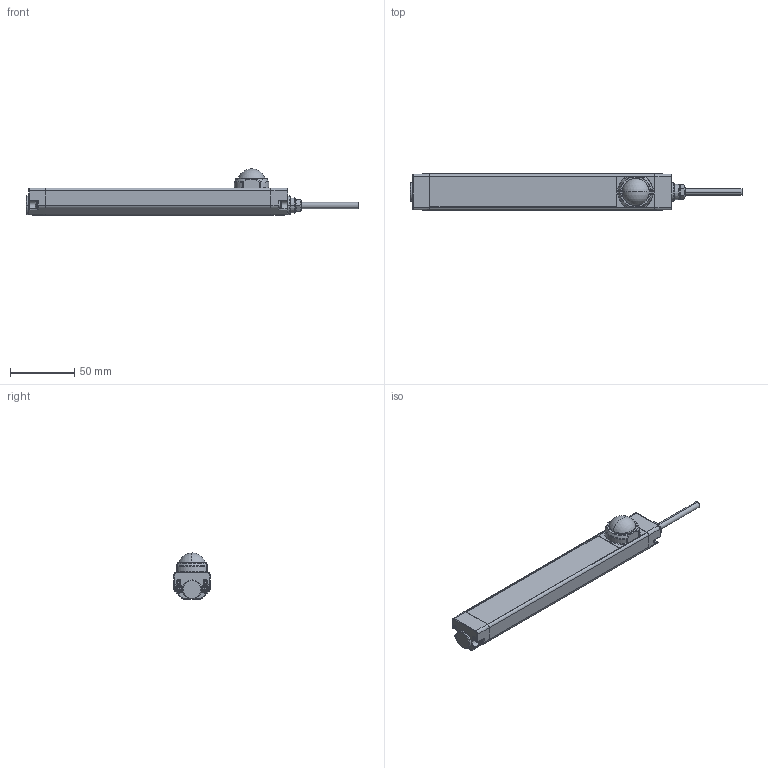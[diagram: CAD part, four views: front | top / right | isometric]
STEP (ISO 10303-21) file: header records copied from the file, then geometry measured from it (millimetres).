
FILE_DESCRIPTION((''),'2;1');
FILE_NAME('186395_ASM','2015-03-04T',('PDMAdmin'),(''),'PRO/ENGINEER BY PARAMETRIC TECHNOLOGY CORPORATION, 2013230','PRO/ENGINEER BY PARAMETRIC TECHNOLOGY CORPORATION, 2013230','');
FILE_SCHEMA(('CONFIG_CONTROL_DESIGN'));
Products named in the file (12): 156980_AF0; 157057_ASM; 139151_175MM; 183973; VZWLLD; 153773; 153167; CABLE_190; 153169; 114466; 153166; 186395_ASM
Assembly tree (15 placements, depth 3):
  186395_ASM
    157057_ASM
      156980_AF0
    139151_175MM  x2
    183973
    VZWLLD
    153773
    153167
    CABLE_190
    153169
    114466  x4
    153166
Bounding box: 257.5 x 28 x 35.86 mm (x, y, z)
Volume: 51660.6 mm3; surface area: 58378.1 mm2
Topology: 14 solids, 18 shells, 1637 faces, 4366 edges, 2762 vertices
Faces by surface type: plane 555, cylinder 545, bspline 221, cone 158, torus 142, sphere 16
Entity records: 48969 total; most frequent: CARTESIAN_POINT 22247, ORIENTED_EDGE 5818, DIRECTION 5281, EDGE_CURVE 2917, AXIS2_PLACEMENT_3D 2048, VERTEX_POINT 1815, VECTOR 1185, LINE 1185
